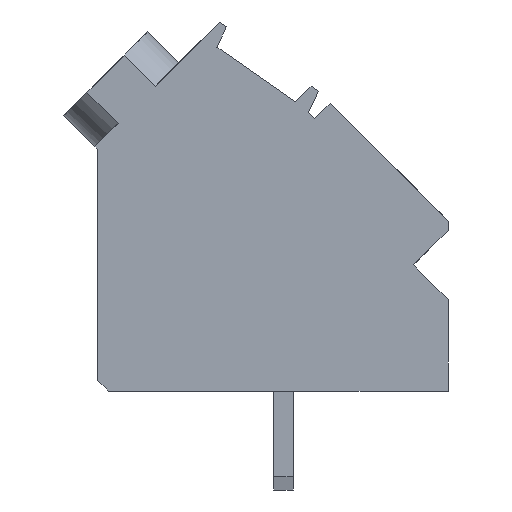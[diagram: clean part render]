
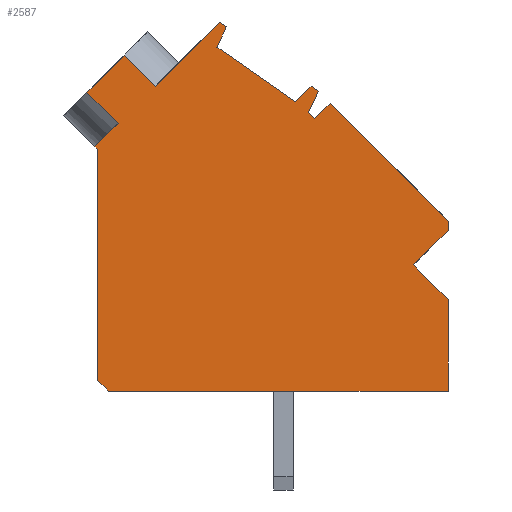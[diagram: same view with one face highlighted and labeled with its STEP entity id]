
A CAD part, left-side view. The second image highlights one B-rep face of the part: STEP entity #2587.
In plain terms, the highlighted planar face has unit normal (-1, 0, 0).
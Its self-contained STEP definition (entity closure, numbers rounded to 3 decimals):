
#2542=AXIS2_PLACEMENT_3D('Plane Axis2P3D',#2539,#2540,#2541) ;
#556=CARTESIAN_POINT('Vertex',(0.,10.412,21.3)) ;
#598=CARTESIAN_POINT('Vertex',(0.,13.328,18.384)) ;
#601=CARTESIAN_POINT('Line Origine',(0.,11.87,19.842)) ;
#625=CARTESIAN_POINT('Line Origine',(0.,10.252,21.188)) ;
#629=CARTESIAN_POINT('Vertex',(0.,10.093,21.077)) ;
#650=CARTESIAN_POINT('Line Origine',(0.,10.307,20.617)) ;
#654=CARTESIAN_POINT('Vertex',(0.,10.522,20.157)) ;
#675=CARTESIAN_POINT('Line Origine',(0.,8.741,18.909)) ;
#679=CARTESIAN_POINT('Vertex',(0.,6.96,17.662)) ;
#700=CARTESIAN_POINT('Line Origine',(0.,6.601,18.021)) ;
#704=CARTESIAN_POINT('Vertex',(0.,6.242,18.38)) ;
#720=CARTESIAN_POINT('Line Origine',(0.,6.074,18.263)) ;
#724=CARTESIAN_POINT('Vertex',(0.,5.906,18.145)) ;
#745=CARTESIAN_POINT('Line Origine',(0.,6.131,17.663)) ;
#749=CARTESIAN_POINT('Vertex',(0.,6.356,17.18)) ;
#770=CARTESIAN_POINT('Line Origine',(0.,6.219,17.042)) ;
#774=CARTESIAN_POINT('Vertex',(0.,6.081,16.905)) ;
#795=CARTESIAN_POINT('Line Origine',(0.,5.728,17.258)) ;
#799=CARTESIAN_POINT('Vertex',(0.,5.374,17.612)) ;
#820=CARTESIAN_POINT('Line Origine',(0.,2.687,14.925)) ;
#824=CARTESIAN_POINT('Vertex',(0.,0.,12.238)) ;
#1043=CARTESIAN_POINT('Line Origine',(0.,0.,12.033)) ;
#1047=CARTESIAN_POINT('Vertex',(0.,0.,11.828)) ;
#1068=CARTESIAN_POINT('Line Origine',(0.,0.792,11.036)) ;
#1072=CARTESIAN_POINT('Vertex',(0.,1.584,10.244)) ;
#1093=CARTESIAN_POINT('Line Origine',(0.,0.792,9.452)) ;
#1097=CARTESIAN_POINT('Vertex',(0.,0.,8.66)) ;
#1113=CARTESIAN_POINT('Line Origine',(0.,0.,6.58)) ;
#1117=CARTESIAN_POINT('Vertex',(0.,0.,4.5)) ;
#1138=CARTESIAN_POINT('Line Origine',(0.,7.73,4.5)) ;
#1142=CARTESIAN_POINT('Vertex',(0.,15.46,4.5)) ;
#1163=CARTESIAN_POINT('Line Origine',(0.,15.71,4.75)) ;
#1167=CARTESIAN_POINT('Vertex',(0.,15.96,5.)) ;
#1188=CARTESIAN_POINT('Line Origine',(0.,15.96,10.25)) ;
#1192=CARTESIAN_POINT('Vertex',(0.,15.96,15.5)) ;
#1400=CARTESIAN_POINT('Line Origine',(0.,16.023,15.563)) ;
#1404=CARTESIAN_POINT('Vertex',(0.,16.086,15.626)) ;
#2523=CARTESIAN_POINT('Vertex',(0.,14.742,19.798)) ;
#2526=CARTESIAN_POINT('Line Origine',(0.,14.035,19.091)) ;
#2539=CARTESIAN_POINT('Axis2P3D Location',(0.,0.,1.3)) ;
#2544=CARTESIAN_POINT('Line Origine',(0.,15.591,18.949)) ;
#2548=CARTESIAN_POINT('Vertex',(0.,16.439,18.101)) ;
#2551=CARTESIAN_POINT('Line Origine',(0.,15.732,17.394)) ;
#2555=CARTESIAN_POINT('Vertex',(0.,15.025,16.686)) ;
#2558=CARTESIAN_POINT('Line Origine',(0.,15.555,16.156)) ;
#602=DIRECTION('Vector Direction',(0.,-0.707,0.707)) ;
#626=DIRECTION('Vector Direction',(0.,-0.819,-0.574)) ;
#651=DIRECTION('Vector Direction',(0.,0.423,-0.906)) ;
#676=DIRECTION('Vector Direction',(0.,-0.819,-0.574)) ;
#701=DIRECTION('Vector Direction',(0.,-0.707,0.707)) ;
#721=DIRECTION('Vector Direction',(0.,-0.819,-0.574)) ;
#746=DIRECTION('Vector Direction',(0.,0.423,-0.906)) ;
#771=DIRECTION('Vector Direction',(0.,-0.707,-0.707)) ;
#796=DIRECTION('Vector Direction',(0.,-0.707,0.707)) ;
#821=DIRECTION('Vector Direction',(0.,-0.707,-0.707)) ;
#1044=DIRECTION('Vector Direction',(0.,0.,-1.)) ;
#1069=DIRECTION('Vector Direction',(0.,0.707,-0.707)) ;
#1094=DIRECTION('Vector Direction',(0.,-0.707,-0.707)) ;
#1114=DIRECTION('Vector Direction',(0.,0.,-1.)) ;
#1139=DIRECTION('Vector Direction',(0.,1.,0.)) ;
#1164=DIRECTION('Vector Direction',(0.,0.707,0.707)) ;
#1189=DIRECTION('Vector Direction',(0.,0.,1.)) ;
#1401=DIRECTION('Vector Direction',(0.,0.707,0.707)) ;
#2527=DIRECTION('Vector Direction',(0.,-0.707,-0.707)) ;
#2540=DIRECTION('Axis2P3D Direction',(-1.,0.,0.)) ;
#2541=DIRECTION('Axis2P3D XDirection',(0.,0.,1.)) ;
#2545=DIRECTION('Vector Direction',(0.,-0.707,0.707)) ;
#2552=DIRECTION('Vector Direction',(0.,0.707,0.707)) ;
#2559=DIRECTION('Vector Direction',(0.,-0.707,0.707)) ;
#603=VECTOR('Line Direction',#602,1.) ;
#627=VECTOR('Line Direction',#626,1.) ;
#652=VECTOR('Line Direction',#651,1.) ;
#677=VECTOR('Line Direction',#676,1.) ;
#702=VECTOR('Line Direction',#701,1.) ;
#722=VECTOR('Line Direction',#721,1.) ;
#747=VECTOR('Line Direction',#746,1.) ;
#772=VECTOR('Line Direction',#771,1.) ;
#797=VECTOR('Line Direction',#796,1.) ;
#822=VECTOR('Line Direction',#821,1.) ;
#1045=VECTOR('Line Direction',#1044,1.) ;
#1070=VECTOR('Line Direction',#1069,1.) ;
#1095=VECTOR('Line Direction',#1094,1.) ;
#1115=VECTOR('Line Direction',#1114,1.) ;
#1140=VECTOR('Line Direction',#1139,1.) ;
#1165=VECTOR('Line Direction',#1164,1.) ;
#1190=VECTOR('Line Direction',#1189,1.) ;
#1402=VECTOR('Line Direction',#1401,1.) ;
#2528=VECTOR('Line Direction',#2527,1.) ;
#2546=VECTOR('Line Direction',#2545,1.) ;
#2553=VECTOR('Line Direction',#2552,1.) ;
#2560=VECTOR('Line Direction',#2559,1.) ;
#2564=ORIENTED_EDGE('',*,*,#1406,.T.) ;
#2565=ORIENTED_EDGE('',*,*,#1194,.T.) ;
#2566=ORIENTED_EDGE('',*,*,#1169,.T.) ;
#2567=ORIENTED_EDGE('',*,*,#1144,.T.) ;
#2568=ORIENTED_EDGE('',*,*,#1119,.T.) ;
#2569=ORIENTED_EDGE('',*,*,#1099,.T.) ;
#2570=ORIENTED_EDGE('',*,*,#1074,.T.) ;
#2571=ORIENTED_EDGE('',*,*,#1049,.T.) ;
#2572=ORIENTED_EDGE('',*,*,#826,.T.) ;
#2573=ORIENTED_EDGE('',*,*,#801,.T.) ;
#2574=ORIENTED_EDGE('',*,*,#776,.T.) ;
#2575=ORIENTED_EDGE('',*,*,#751,.T.) ;
#2576=ORIENTED_EDGE('',*,*,#726,.T.) ;
#2577=ORIENTED_EDGE('',*,*,#706,.T.) ;
#2578=ORIENTED_EDGE('',*,*,#681,.T.) ;
#2579=ORIENTED_EDGE('',*,*,#656,.T.) ;
#2580=ORIENTED_EDGE('',*,*,#631,.T.) ;
#2581=ORIENTED_EDGE('',*,*,#605,.T.) ;
#2582=ORIENTED_EDGE('',*,*,#2530,.T.) ;
#2583=ORIENTED_EDGE('',*,*,#2550,.T.) ;
#2584=ORIENTED_EDGE('',*,*,#2557,.T.) ;
#2585=ORIENTED_EDGE('',*,*,#2562,.T.) ;
#2587=ADVANCED_FACE('HOUSING',(#2586),#2543,.T.) ;
#605=EDGE_CURVE('',#557,#599,#604,.F.) ;
#631=EDGE_CURVE('',#630,#557,#628,.F.) ;
#656=EDGE_CURVE('',#655,#630,#653,.F.) ;
#681=EDGE_CURVE('',#680,#655,#678,.F.) ;
#706=EDGE_CURVE('',#705,#680,#703,.F.) ;
#726=EDGE_CURVE('',#725,#705,#723,.F.) ;
#751=EDGE_CURVE('',#750,#725,#748,.F.) ;
#776=EDGE_CURVE('',#775,#750,#773,.F.) ;
#801=EDGE_CURVE('',#800,#775,#798,.F.) ;
#826=EDGE_CURVE('',#825,#800,#823,.F.) ;
#1049=EDGE_CURVE('',#1048,#825,#1046,.F.) ;
#1074=EDGE_CURVE('',#1073,#1048,#1071,.F.) ;
#1099=EDGE_CURVE('',#1098,#1073,#1096,.F.) ;
#1119=EDGE_CURVE('',#1118,#1098,#1116,.F.) ;
#1144=EDGE_CURVE('',#1143,#1118,#1141,.F.) ;
#1169=EDGE_CURVE('',#1168,#1143,#1166,.F.) ;
#1194=EDGE_CURVE('',#1193,#1168,#1191,.F.) ;
#1406=EDGE_CURVE('',#1405,#1193,#1403,.F.) ;
#2530=EDGE_CURVE('',#599,#2524,#2529,.F.) ;
#2550=EDGE_CURVE('',#2524,#2549,#2547,.F.) ;
#2557=EDGE_CURVE('',#2549,#2556,#2554,.F.) ;
#2562=EDGE_CURVE('',#2556,#1405,#2561,.F.) ;
#2563=EDGE_LOOP('',(#2564,#2565,#2566,#2567,#2568,#2569,#2570,#2571,#2572,#2573,#2574,#2575,#2576,#2577,#2578,#2579,#2580,#2581,#2582,#2583,#2584,#2585)) ;
#2586=FACE_OUTER_BOUND('',#2563,.T.) ;
#604=LINE('Line',#601,#603) ;
#628=LINE('Line',#625,#627) ;
#653=LINE('Line',#650,#652) ;
#678=LINE('Line',#675,#677) ;
#703=LINE('Line',#700,#702) ;
#723=LINE('Line',#720,#722) ;
#748=LINE('Line',#745,#747) ;
#773=LINE('Line',#770,#772) ;
#798=LINE('Line',#795,#797) ;
#823=LINE('Line',#820,#822) ;
#1046=LINE('Line',#1043,#1045) ;
#1071=LINE('Line',#1068,#1070) ;
#1096=LINE('Line',#1093,#1095) ;
#1116=LINE('Line',#1113,#1115) ;
#1141=LINE('Line',#1138,#1140) ;
#1166=LINE('Line',#1163,#1165) ;
#1191=LINE('Line',#1188,#1190) ;
#1403=LINE('Line',#1400,#1402) ;
#2529=LINE('Line',#2526,#2528) ;
#2547=LINE('Line',#2544,#2546) ;
#2554=LINE('Line',#2551,#2553) ;
#2561=LINE('Line',#2558,#2560) ;
#2543=PLANE('',#2542) ;
#557=VERTEX_POINT('',#556) ;
#599=VERTEX_POINT('',#598) ;
#630=VERTEX_POINT('',#629) ;
#655=VERTEX_POINT('',#654) ;
#680=VERTEX_POINT('',#679) ;
#705=VERTEX_POINT('',#704) ;
#725=VERTEX_POINT('',#724) ;
#750=VERTEX_POINT('',#749) ;
#775=VERTEX_POINT('',#774) ;
#800=VERTEX_POINT('',#799) ;
#825=VERTEX_POINT('',#824) ;
#1048=VERTEX_POINT('',#1047) ;
#1073=VERTEX_POINT('',#1072) ;
#1098=VERTEX_POINT('',#1097) ;
#1118=VERTEX_POINT('',#1117) ;
#1143=VERTEX_POINT('',#1142) ;
#1168=VERTEX_POINT('',#1167) ;
#1193=VERTEX_POINT('',#1192) ;
#1405=VERTEX_POINT('',#1404) ;
#2524=VERTEX_POINT('',#2523) ;
#2549=VERTEX_POINT('',#2548) ;
#2556=VERTEX_POINT('',#2555) ;
